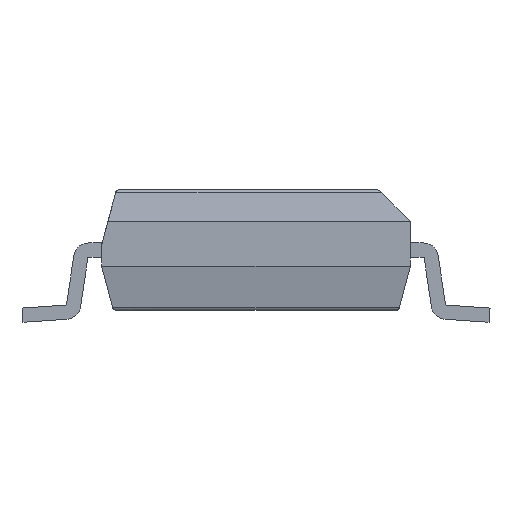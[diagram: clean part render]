
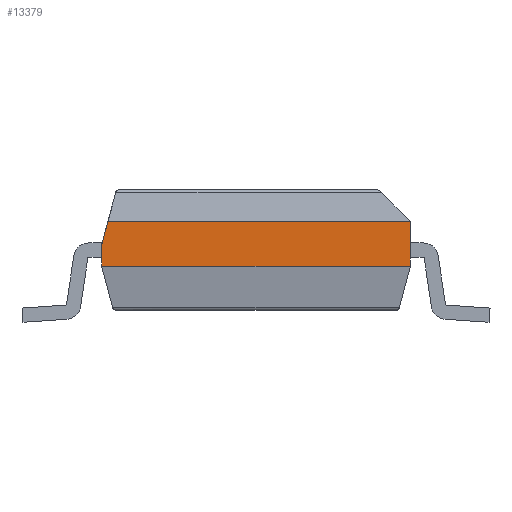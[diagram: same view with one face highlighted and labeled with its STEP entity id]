
A CAD part, left-side view. The second image highlights one B-rep face of the part: STEP entity #13379.
In plain terms, the highlighted planar face has unit normal (-1, 0, 0).
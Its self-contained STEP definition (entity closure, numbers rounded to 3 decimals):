
#905 = CARTESIAN_POINT ( 'NONE',  ( -4.33, -1.95, 0.56 ) ) ;
#1494 = VERTEX_POINT ( 'NONE', #905 ) ;
#2577 = VECTOR ( 'NONE', #19859, 1000. ) ;
#2656 = ORIENTED_EDGE ( 'NONE', *, *, #30914, .F. ) ;
#2880 = ORIENTED_EDGE ( 'NONE', *, *, #39824, .T. ) ;
#4399 = CARTESIAN_POINT ( 'NONE',  ( -4.33, -1.95, 1.525 ) ) ;
#4660 = VERTEX_POINT ( 'NONE', #30221 ) ;
#5762 = LINE ( 'NONE', #10375, #6279 ) ;
#6279 = VECTOR ( 'NONE', #32258, 1000. ) ;
#6327 = LINE ( 'NONE', #4399, #13492 ) ;
#6596 = EDGE_CURVE ( 'NONE', #16619, #37551, #5762, .T. ) ;
#6869 = CARTESIAN_POINT ( 'NONE',  ( -4.33, 1.95, 0.56 ) ) ;
#8474 = ORIENTED_EDGE ( 'NONE', *, *, #6596, .F. ) ;
#10375 = CARTESIAN_POINT ( 'NONE',  ( -4.33, 4.02, 1.125 ) ) ;
#11044 = CARTESIAN_POINT ( 'NONE',  ( -4.33, 1.95, 1.525 ) ) ;
#11337 = EDGE_CURVE ( 'NONE', #4660, #18900, #17983, .T. ) ;
#11749 = DIRECTION ( 'NONE',  ( 0., 0., -1. ) ) ;
#12125 = LINE ( 'NONE', #25474, #34048 ) ;
#12440 = EDGE_CURVE ( 'NONE', #16619, #4660, #32808, .T. ) ;
#12904 = AXIS2_PLACEMENT_3D ( 'NONE', #23714, #31522, #34695 ) ;
#13379 = ADVANCED_FACE ( 'NONE', ( #23509 ), #17115, .F. ) ;
#13492 = VECTOR ( 'NONE', #11749, 1000. ) ;
#16619 = VERTEX_POINT ( 'NONE', #28125 ) ;
#17115 = PLANE ( 'NONE',  #12904 ) ;
#17983 = LINE ( 'NONE', #11044, #39787 ) ;
#18900 = VERTEX_POINT ( 'NONE', #6869 ) ;
#19859 = DIRECTION ( 'NONE',  ( 0., 0.259, -0.966 ) ) ;
#20542 = DIRECTION ( 'NONE',  ( 0., 0., -1. ) ) ;
#23509 = FACE_OUTER_BOUND ( 'NONE', #37546, .T. ) ;
#23714 = CARTESIAN_POINT ( 'NONE',  ( -4.33, 1.95, 1.525 ) ) ;
#23916 = CARTESIAN_POINT ( 'NONE',  ( -4.33, 1.762, 1.525 ) ) ;
#25474 = CARTESIAN_POINT ( 'NONE',  ( -4.33, 4.02, 0.56 ) ) ;
#28125 = CARTESIAN_POINT ( 'NONE',  ( -4.33, 1.87, 1.125 ) ) ;
#30221 = CARTESIAN_POINT ( 'NONE',  ( -4.33, 1.95, 0.825 ) ) ;
#30251 = ORIENTED_EDGE ( 'NONE', *, *, #12440, .T. ) ;
#30914 = EDGE_CURVE ( 'NONE', #37551, #1494, #6327, .T. ) ;
#31522 = DIRECTION ( 'NONE',  ( 1., 0., 0. ) ) ;
#32258 = DIRECTION ( 'NONE',  ( 0., -1., 0. ) ) ;
#32808 = LINE ( 'NONE', #23916, #2577 ) ;
#33060 = CARTESIAN_POINT ( 'NONE',  ( -4.33, -1.95, 1.125 ) ) ;
#34048 = VECTOR ( 'NONE', #34788, 1000. ) ;
#34695 = DIRECTION ( 'NONE',  ( 0., 1., 0. ) ) ;
#34788 = DIRECTION ( 'NONE',  ( 0., -1., 0. ) ) ;
#37546 = EDGE_LOOP ( 'NONE', ( #39173, #2880, #2656, #8474, #30251 ) ) ;
#37551 = VERTEX_POINT ( 'NONE', #33060 ) ;
#39173 = ORIENTED_EDGE ( 'NONE', *, *, #11337, .T. ) ;
#39787 = VECTOR ( 'NONE', #20542, 1000. ) ;
#39824 = EDGE_CURVE ( 'NONE', #18900, #1494, #12125, .T. ) ;
